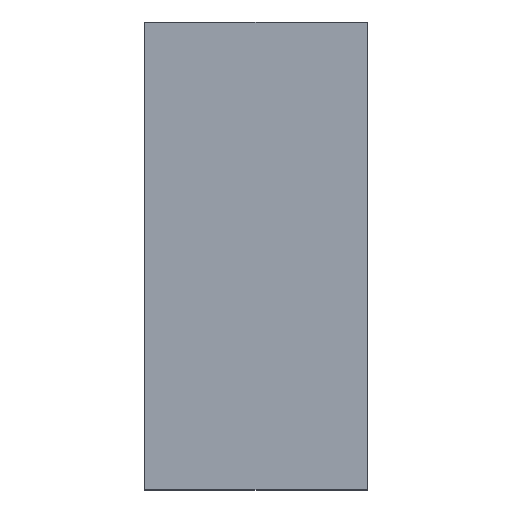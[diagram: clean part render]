
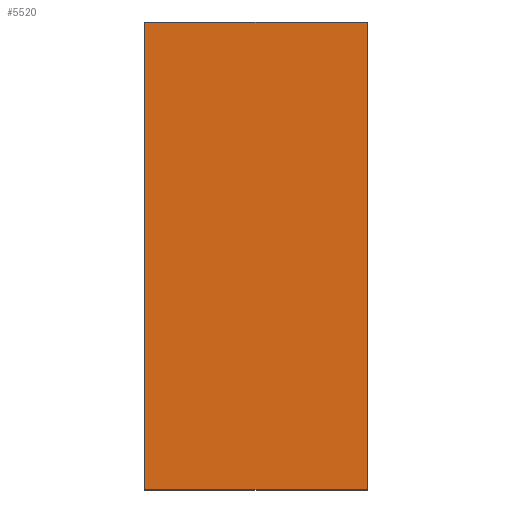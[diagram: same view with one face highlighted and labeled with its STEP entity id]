
A CAD part, top view. The second image highlights one B-rep face of the part: STEP entity #5520.
In plain terms, the highlighted face is planar.
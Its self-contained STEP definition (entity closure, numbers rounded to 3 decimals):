
#1020=CARTESIAN_POINT('',(46.315,-54.169,
8.46));
#1030=VERTEX_POINT('',#1020);
#1060=CARTESIAN_POINT('',(1.758,-9.611,
8.46));
#1070=DIRECTION('',(0.707,-0.707,
0.));
#1080=VECTOR('',#1070,1.);
#1090=LINE('',#1060,#1080);
#1100=CARTESIAN_POINT('',(38.891,-46.744,
8.46));
#1110=VERTEX_POINT('',#1100);
#1120=EDGE_CURVE('',#1110,#1030,#1090,.T.);
#1730=CARTESIAN_POINT('',(38.891,-46.744,
13.46));
#1740=VERTEX_POINT('',#1730);
#1770=CARTESIAN_POINT('',(1.758,-9.611,
13.46));
#1780=DIRECTION('',(0.707,-0.707,
0.));
#1790=VECTOR('',#1780,1.);
#1800=LINE('',#1770,#1790);
#1810=CARTESIAN_POINT('',(46.315,-54.169,
13.46));
#1820=VERTEX_POINT('',#1810);
#1830=EDGE_CURVE('',#1740,#1820,#1800,.T.);
#2960=CARTESIAN_POINT('',(38.891,-46.744,
8.46));
#2970=DIRECTION('',(0.,0.,1.));
#2980=VECTOR('',#2970,1.);
#2990=LINE('',#2960,#2980);
#3000=EDGE_CURVE('',#1110,#1740,#2990,.T.);
#3610=CARTESIAN_POINT('',(46.315,-54.169,
8.46));
#3620=DIRECTION('',(0.,0.,-1.));
#3630=VECTOR('',#3620,1.);
#3640=LINE('',#3610,#3630);
#3650=EDGE_CURVE('',#1820,#1030,#3640,.T.);
#5410=CARTESIAN_POINT('',(39.032,-46.886,
8.46));
#5420=DIRECTION('',(0.707,0.707,
0.));
#5430=DIRECTION('',(-0.707,0.707,
0.));
#5440=AXIS2_PLACEMENT_3D('',#5410,#5420,#5430);
#5450=PLANE('',#5440);
#5460=ORIENTED_EDGE('',*,*,#3650,.T.);
#5470=ORIENTED_EDGE('',*,*,#1830,.T.);
#5480=ORIENTED_EDGE('',*,*,#3000,.T.);
#5490=ORIENTED_EDGE('',*,*,#1120,.F.);
#5500=EDGE_LOOP('',(#5490,#5480,#5470,#5460));
#5510=FACE_OUTER_BOUND('',#5500,.T.);
#5520=ADVANCED_FACE('',(#5510),#5450,.T.);
